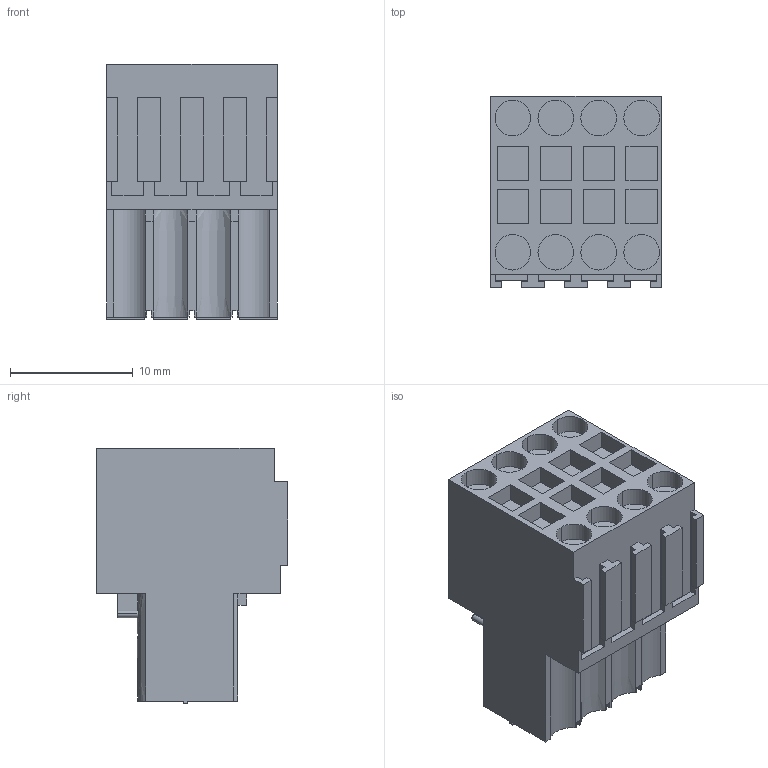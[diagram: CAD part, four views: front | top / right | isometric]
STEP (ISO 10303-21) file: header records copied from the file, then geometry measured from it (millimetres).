
FILE_DESCRIPTION(('CATIA V5 STEP Exchange','CAx-IF Rec.Pracs.--- Model Styling and Organization---1.2---2011-12-15'),'2;1');
FILE_NAME ('D1459956_0_1944600000_1944600000.stp','2017-04-20T09:39:19+00:00',('none'),('Weidmueller'),'CATIA Version 5-6 Release 2014','CATIA V5 STEP AP214','none');
FILE_SCHEMA(('AUTOMOTIVE_DESIGN { 1 0 10303 214 1 1 1 1 }'));
Length unit declared in the file: millimetre
Products named in the file (1): 1944600000
Bounding box: 13.9 x 15.6 x 20.8 mm (x, y, z)
Volume: 3141.3 mm3; surface area: 2077.8 mm2
Topology: 1 solids, 1 shells, 312 faces, 864 edges, 584 vertices
Faces by surface type: plane 272, cylinder 34, extrusion 6
Entity records: 9473 total; most frequent: CARTESIAN_POINT 1873, ORIENTED_EDGE 1728, DIRECTION 1270, EDGE_CURVE 864, VECTOR 774, LINE 768, VERTEX_POINT 584, EDGE_LOOP 342
